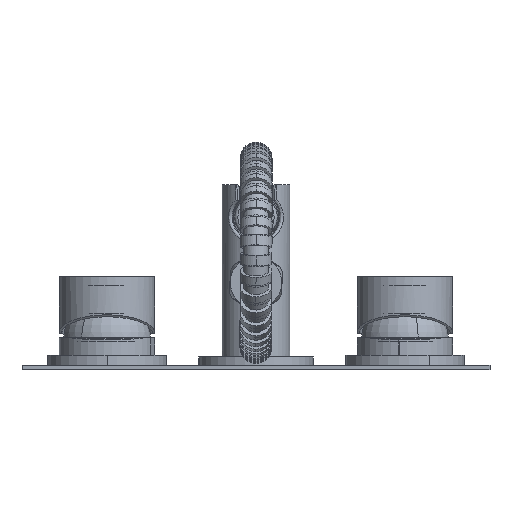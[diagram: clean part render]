
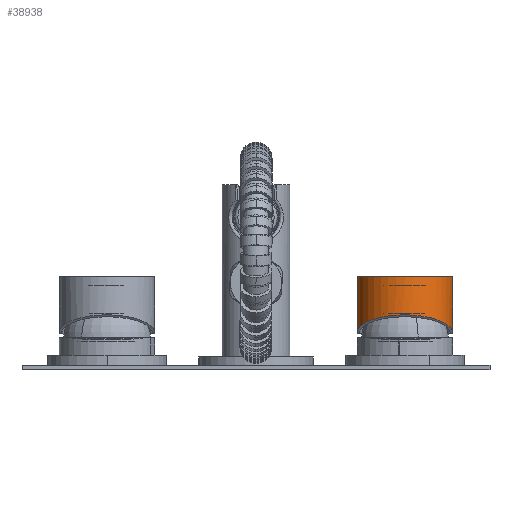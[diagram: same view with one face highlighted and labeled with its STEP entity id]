
A CAD part, front view. The second image highlights one B-rep face of the part: STEP entity #38938.
In plain terms, the highlighted cylindrical face has radius 22.5 mm (diameter 45 mm), a partial arc.
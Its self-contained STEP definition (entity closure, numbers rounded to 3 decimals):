
#11922 = ORIENTED_EDGE ( 'NONE', *, *, #199077, .F. ) ;
#12789 = ORIENTED_EDGE ( 'NONE', *, *, #25459, .T. ) ;
#15938 = VERTEX_POINT ( 'NONE', #19764 ) ;
#19764 = CARTESIAN_POINT ( 'NONE',  ( 47.485, 0.098, 72.463 ) ) ;
#22385 = ORIENTED_EDGE ( 'NONE', *, *, #137610, .T. ) ;
#22818 = DIRECTION ( 'NONE',  ( 0., 0., 1. ) ) ;
#24300 = VERTEX_POINT ( 'NONE', #53341 ) ;
#25459 = EDGE_CURVE ( 'NONE', #138294, #25689, #103688, .T. ) ;
#25530 = AXIS2_PLACEMENT_3D ( 'NONE', #95363, #22818, #166552 ) ;
#25689 = VERTEX_POINT ( 'NONE', #32293 ) ;
#26572 = DIRECTION ( 'NONE',  ( 0., 0., 1. ) ) ;
#32293 = CARTESIAN_POINT ( 'NONE',  ( 92.485, -0.098, 99. ) ) ;
#38938 = ADVANCED_FACE ( 'NONE', ( #80149 ), #133869, .T. ) ;
#52511 = EDGE_LOOP ( 'NONE', ( #60138, #12789, #22385, #11922 ) ) ;
#53341 = CARTESIAN_POINT ( 'NONE',  ( 47.485, 0.098, 99. ) ) ;
#60138 = ORIENTED_EDGE ( 'NONE', *, *, #128253, .T. ) ;
#68581 = DIRECTION ( 'NONE',  ( 0., 0., 1. ) ) ;
#71214 = CARTESIAN_POINT ( 'NONE',  ( 69.985, 0., 99. ) ) ;
#73632 = CIRCLE ( 'NONE', #218930, 22.5 ) ;
#80149 = FACE_OUTER_BOUND ( 'NONE', #52511, .T. ) ;
#94452 = VECTOR ( 'NONE', #26572, 1000. ) ;
#95363 = CARTESIAN_POINT ( 'NONE',  ( 69.985, 0., 99.1 ) ) ;
#103688 = LINE ( 'NONE', #104836, #223582 ) ;
#104836 = CARTESIAN_POINT ( 'NONE',  ( 92.485, -0.098, 99.1 ) ) ;
#119727 = CARTESIAN_POINT ( 'NONE',  ( 47.288, -44.901, 89.737 ) ) ;
#128253 = EDGE_CURVE ( 'NONE', #15938, #138294, #138018, .T. ) ;
#133869 = CYLINDRICAL_SURFACE ( 'NONE', #25530, 22.5 ) ;
#137610 = EDGE_CURVE ( 'NONE', #25689, #24300, #73632, .T. ) ;
#138018 =( BOUNDED_CURVE ( )  B_SPLINE_CURVE ( 3, ( #212762, #119727, #153574, #190901 ),
 .UNSPECIFIED., .F., .F. ) 
 B_SPLINE_CURVE_WITH_KNOTS ( ( 4, 4 ),
 ( 4.712, 7.854 ),
 .UNSPECIFIED. ) 
 CURVE ( )  GEOMETRIC_REPRESENTATION_ITEM ( )  RATIONAL_B_SPLINE_CURVE ( ( 1., 0.333, 0.333, 1. ) ) 
 REPRESENTATION_ITEM ( '' )  );
#138294 = VERTEX_POINT ( 'NONE', #226282 ) ;
#148192 = CARTESIAN_POINT ( 'NONE',  ( 47.485, 0.098, 99.1 ) ) ;
#151626 = LINE ( 'NONE', #148192, #94452 ) ;
#153574 = CARTESIAN_POINT ( 'NONE',  ( 92.288, -45.098, 89.737 ) ) ;
#162201 = DIRECTION ( 'NONE',  ( 0., 0., -1. ) ) ;
#166552 = DIRECTION ( 'NONE',  ( -1., 0.004, 0. ) ) ;
#179699 = DIRECTION ( 'NONE',  ( 1., -0.004, 0. ) ) ;
#190901 = CARTESIAN_POINT ( 'NONE',  ( 92.485, -0.098, 72.463 ) ) ;
#199077 = EDGE_CURVE ( 'NONE', #15938, #24300, #151626, .T. ) ;
#212762 = CARTESIAN_POINT ( 'NONE',  ( 47.485, 0.098, 72.463 ) ) ;
#218930 = AXIS2_PLACEMENT_3D ( 'NONE', #71214, #162201, #179699 ) ;
#223582 = VECTOR ( 'NONE', #68581, 1000. ) ;
#226282 = CARTESIAN_POINT ( 'NONE',  ( 92.485, -0.098, 72.463 ) ) ;
